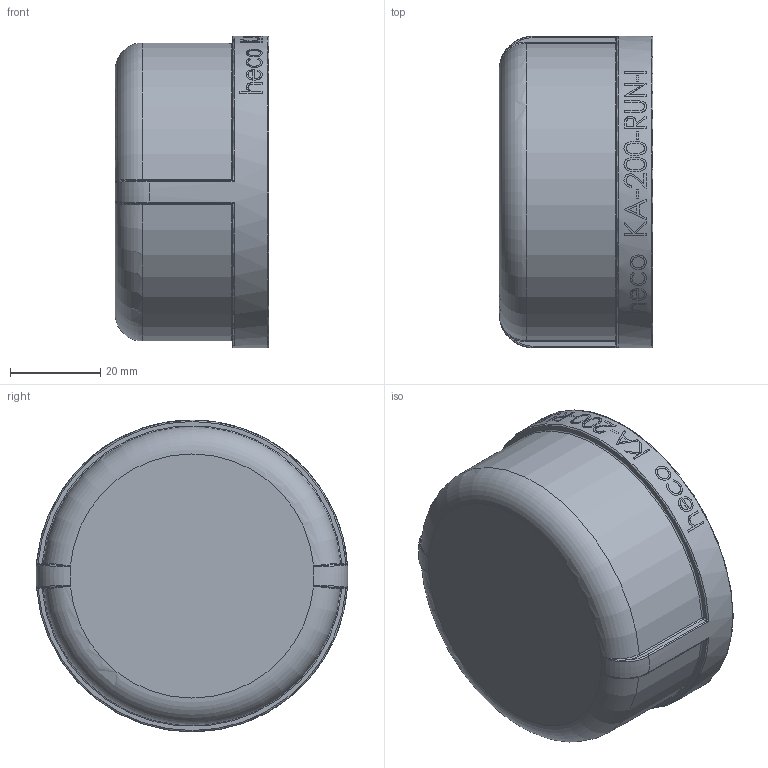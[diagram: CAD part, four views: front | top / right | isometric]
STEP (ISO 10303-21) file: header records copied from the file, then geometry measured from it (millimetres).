
FILE_DESCRIPTION (( 'STEP AP214' ), '1' );
FILE_NAME ('KA-200-RUN-I 2310.STEP', '2023-10-17T08:40:18', ( '' ), ( '' ), 'SwSTEP 2.0', 'SolidWorks 2019', '' );
FILE_SCHEMA (( 'AUTOMOTIVE_DESIGN' ));
Length unit declared in the file: millimetre
Products named in the file (1): KA-200-RUN-I 2310
Bounding box: 34 x 68.99 x 69 mm (x, y, z)
Volume: 37290 mm3; surface area: 19709.7 mm2
Topology: 1 solids, 1 shells, 240 faces, 605 edges, 383 vertices
Faces by surface type: bspline 111, plane 74, cylinder 39, torus 10, sphere 4, cone 2
Full cylindrical faces by diameter (mm): 56.656 x1, 59.814 x1, 69 x1
Entity records: 23577 total; most frequent: CARTESIAN_POINT 16939, ORIENTED_EDGE 1172, DIRECTION 601, EDGE_CURVE 586, VERTEX_POINT 379, B_SPLINE_CURVE_WITH_KNOTS 354, EDGE_LOOP 271, FACE_OUTER_BOUND 245
